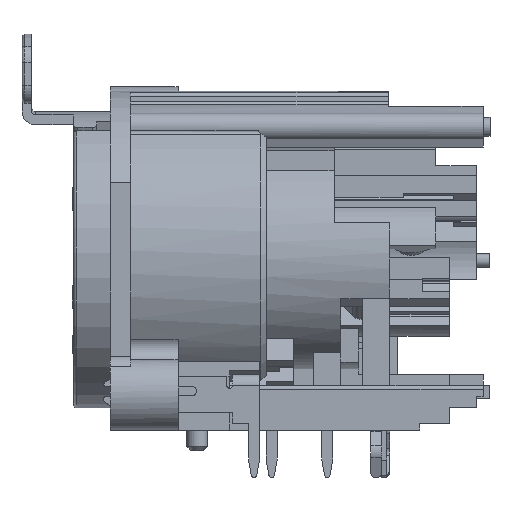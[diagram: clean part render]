
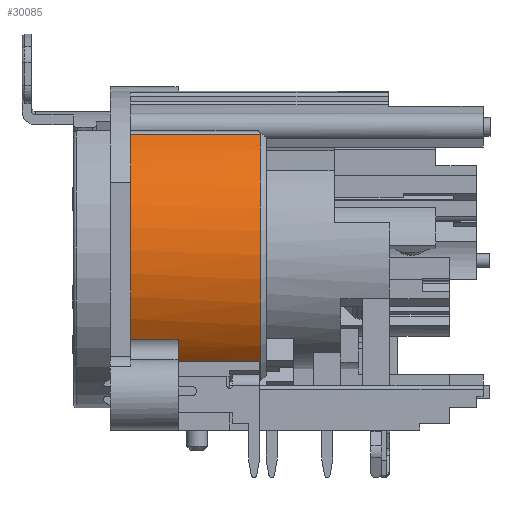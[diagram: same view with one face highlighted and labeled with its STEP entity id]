
A CAD part, left-side view. The second image highlights one B-rep face of the part: STEP entity #30085.
In plain terms, the highlighted cylindrical face has radius 10.9 mm (diameter 21.8 mm), a partial arc.
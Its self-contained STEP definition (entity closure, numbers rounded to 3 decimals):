
#20021=CARTESIAN_POINT('',(-8.,-5.,5.097));
#20022=VERTEX_POINT('',#20021);
#20029=CARTESIAN_POINT('',(-9.204,-5.,6.661));
#20030=VERTEX_POINT('',#20029);
#20031=CARTESIAN_POINT('',(0.,-5.,12.5));
#20032=DIRECTION('',(0.0,-1.0,0.0));
#20033=DIRECTION('',(-1.0,0.0,0.0));
#20034=AXIS2_PLACEMENT_3D('',#20031,#20032,#20033);
#20035=CIRCLE('',#20034,10.9);
#20036=EDGE_CURVE('',#20030,#20022,#20035,.T.);
#25391=CARTESIAN_POINT('',(-5.722,-1.5,21.777));
#25392=VERTEX_POINT('',#25391);
#25400=CARTESIAN_POINT('',(-5.722,-11.1,21.777));
#25401=VERTEX_POINT('',#25400);
#25402=CARTESIAN_POINT('',(-5.722,-1.5,21.777));
#25403=DIRECTION('',(0.0,-1.0,0.0));
#25404=VECTOR('',#25403,9.6);
#25405=LINE('',#25402,#25404);
#25406=EDGE_CURVE('',#25392,#25401,#25405,.T.);
#25460=CARTESIAN_POINT('',(-9.204,-1.5,6.661));
#25461=VERTEX_POINT('',#25460);
#25469=CARTESIAN_POINT('',(0.,-1.5,12.5));
#25470=DIRECTION('',(0.0,1.0,0.0));
#25471=DIRECTION('',(-1.0,0.0,0.0));
#25472=AXIS2_PLACEMENT_3D('',#25469,#25470,#25471);
#25473=CIRCLE('',#25472,10.9);
#25474=EDGE_CURVE('',#25461,#25392,#25473,.T.);
#30019=CARTESIAN_POINT('',(-6.375,-11.1,3.659));
#30020=VERTEX_POINT('',#30019);
#30021=CARTESIAN_POINT('',(0.,-11.1,12.5));
#30022=DIRECTION('',(0.0,-1.0,0.0));
#30023=DIRECTION('',(-1.0,0.0,0.0));
#30024=AXIS2_PLACEMENT_3D('',#30021,#30022,#30023);
#30025=CIRCLE('',#30024,10.9);
#30026=EDGE_CURVE('',#25401,#30020,#30025,.T.);
#30045=CARTESIAN_POINT('',(0.,-1.5,12.5));
#30046=DIRECTION('',(0.,-1.0,0.));
#30047=DIRECTION('',(-1.0,0.0,0.0));
#30048=AXIS2_PLACEMENT_3D('',#30045,#30046,#30047);
#30049=CYLINDRICAL_SURFACE('',#30048,10.9);
#30050=ORIENTED_EDGE('',*,*,#25406,.F.);
#30051=ORIENTED_EDGE('',*,*,#25474,.F.);
#30052=CARTESIAN_POINT('',(-9.204,-1.5,6.661));
#30053=DIRECTION('',(0.0,-1.0,0.0));
#30054=VECTOR('',#30053,3.5);
#30055=LINE('',#30052,#30054);
#30056=EDGE_CURVE('',#25461,#20030,#30055,.T.);
#30057=ORIENTED_EDGE('',*,*,#30056,.T.);
#30058=ORIENTED_EDGE('',*,*,#20036,.T.);
#30059=CARTESIAN_POINT('',(-8.,-11.,5.097));
#30060=VERTEX_POINT('',#30059);
#30061=CARTESIAN_POINT('',(-8.,-5.,5.097));
#30062=DIRECTION('',(0.0,-1.0,0.0));
#30063=VECTOR('',#30062,6.);
#30064=LINE('',#30061,#30063);
#30065=EDGE_CURVE('',#20022,#30060,#30064,.T.);
#30066=ORIENTED_EDGE('',*,*,#30065,.T.);
#30067=CARTESIAN_POINT('',(-6.375,-11.,3.659));
#30068=VERTEX_POINT('',#30067);
#30069=CARTESIAN_POINT('',(0.,-11.,12.5));
#30070=DIRECTION('',(0.,1.0,0.));
#30071=DIRECTION('',(0.734,0.,0.679));
#30072=AXIS2_PLACEMENT_3D('',#30069,#30070,#30071);
#30073=CIRCLE('',#30072,10.9);
#30074=EDGE_CURVE('',#30068,#30060,#30073,.T.);
#30075=ORIENTED_EDGE('',*,*,#30074,.F.);
#30076=CARTESIAN_POINT('',(-6.375,-11.,3.659));
#30077=DIRECTION('',(0.0,-1.0,0.0));
#30078=VECTOR('',#30077,0.1);
#30079=LINE('',#30076,#30078);
#30080=EDGE_CURVE('',#30068,#30020,#30079,.T.);
#30081=ORIENTED_EDGE('',*,*,#30080,.T.);
#30082=ORIENTED_EDGE('',*,*,#30026,.F.);
#30083=EDGE_LOOP('',(#30050,#30051,#30057,#30058,#30066,#30075,#30081,#30082));
#30084=FACE_OUTER_BOUND('',#30083,.T.);
#30085=ADVANCED_FACE('',(#30084),#30049,.T.);
